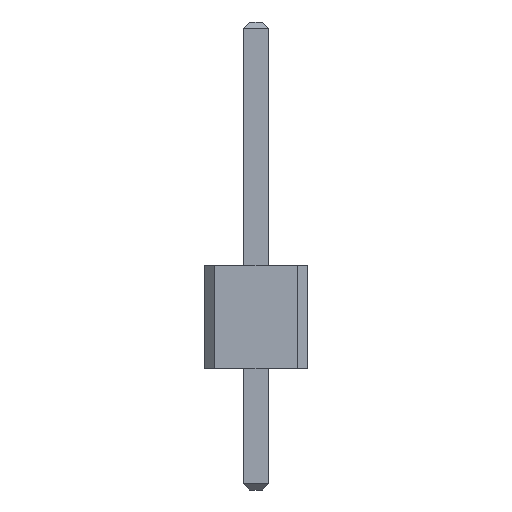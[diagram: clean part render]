
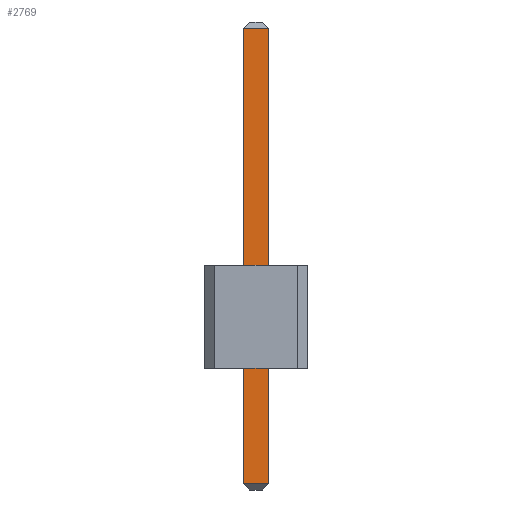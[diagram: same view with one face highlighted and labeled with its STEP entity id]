
A CAD part, front view. The second image highlights one B-rep face of the part: STEP entity #2769.
In plain terms, the highlighted planar face has unit normal (0, -1, 0).
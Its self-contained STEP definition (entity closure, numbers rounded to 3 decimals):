
#13=DIRECTION('',(0.,0.,1.));
#27=VECTOR('',#13,1.);
#67=DIRECTION('',(1.,0.,0.));
#1295=VECTOR('',#67,1.);
#1306=DIRECTION('',(0.,1.,0.));
#2746=EDGE_CURVE('',#2747,#2749,#2751,.T.);
#2747=VERTEX_POINT('',#2748);
#2748=CARTESIAN_POINT('',(-0.32,-53.66,-2.84));
#2749=VERTEX_POINT('',#2750);
#2750=CARTESIAN_POINT('',(-0.32,-53.66,8.38));
#2751=LINE('',#2752,#27);
#2752=CARTESIAN_POINT('',(-0.32,-53.66,-3.));
#2769=ADVANCED_FACE('',(#2770),#2787,.F.);
#2770=FACE_BOUND('',#2771,.F.);
#2771=EDGE_LOOP('',(#2772,#2780,#2783,#2784));
#2772=ORIENTED_EDGE('',*,*,#2773,.F.);
#2773=EDGE_CURVE('',#2774,#2776,#2778,.T.);
#2774=VERTEX_POINT('',#2775);
#2775=CARTESIAN_POINT('',(0.32,-53.66,-2.84));
#2776=VERTEX_POINT('',#2777);
#2777=CARTESIAN_POINT('',(0.32,-53.66,8.38));
#2778=LINE('',#2779,#27);
#2779=CARTESIAN_POINT('',(0.32,-53.66,-3.));
#2780=ORIENTED_EDGE('',*,*,#2781,.F.);
#2781=EDGE_CURVE('',#2747,#2774,#2782,.T.);
#2782=LINE('',#2748,#1295);
#2783=ORIENTED_EDGE('',*,*,#2746,.T.);
#2784=ORIENTED_EDGE('',*,*,#2785,.T.);
#2785=EDGE_CURVE('',#2749,#2776,#2786,.T.);
#2786=LINE('',#2750,#1295);
#2787=PLANE('',#2788);
#2788=AXIS2_PLACEMENT_3D('',#2752,#1306,#13);
